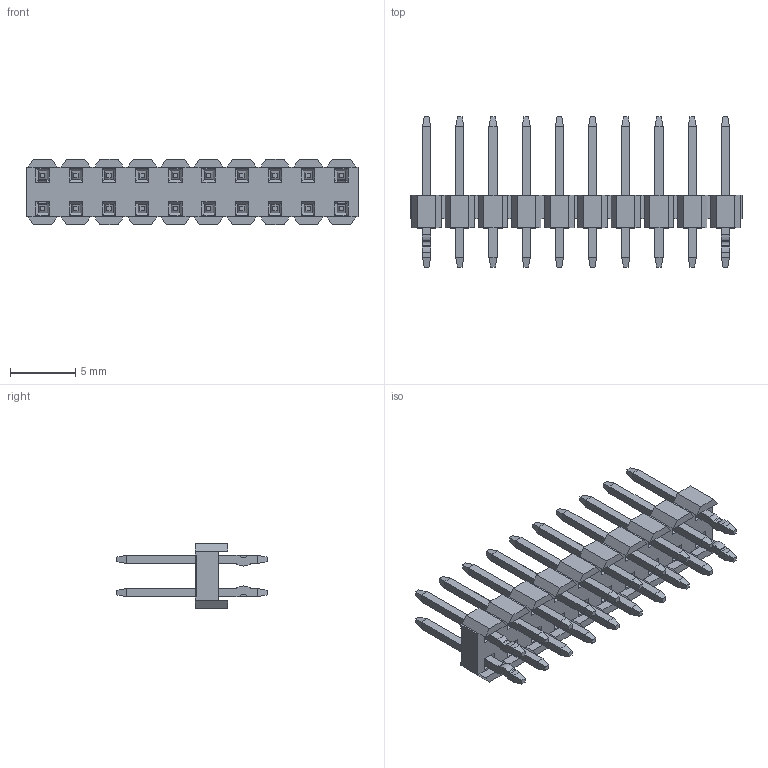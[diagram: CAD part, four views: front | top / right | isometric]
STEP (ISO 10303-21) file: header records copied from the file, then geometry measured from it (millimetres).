
FILE_DESCRIPTION( ('This file contains a STEP AP42 implementation' ,'as created by ZW3D STEP Interface translator.') ,'2;1' );
FILE_NAME( '1125-12XXXXKXXXXXXX.stp' ,'23 329.165812', (''), ('ZWCAD Software Co.'), 'Version 1.0', 'ZW3D to STEP translator', '' );
FILE_SCHEMA(('AUTOMOTIVE_DESIGN { 1 0 10303 214 1 1 1 1 }'));
Length unit declared in the file: millimetre
Products named in the file (2): 0; 1125-1220XXK115XXXX
Bounding box: 25.4 x 11.5 x 5 mm (x, y, z)
Volume: 300.7 mm3; surface area: 1091.5 mm2
Topology: 21 solids, 21 shells, 667 faces, 1568 edges, 952 vertices
Faces by surface type: plane 643, cylinder 24
Entity records: 19114 total; most frequent: CARTESIAN_POINT 3188, ORIENTED_EDGE 3136, DIRECTION 2952, EDGE_CURVE 1568, VECTOR 1520, LINE 1520, VERTEX_POINT 952, AXIS2_PLACEMENT_3D 716
